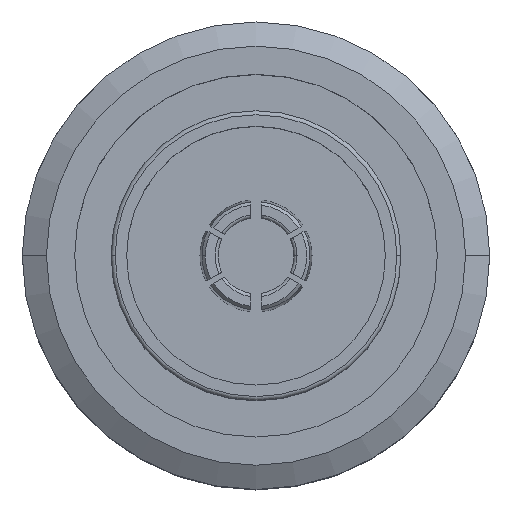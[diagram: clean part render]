
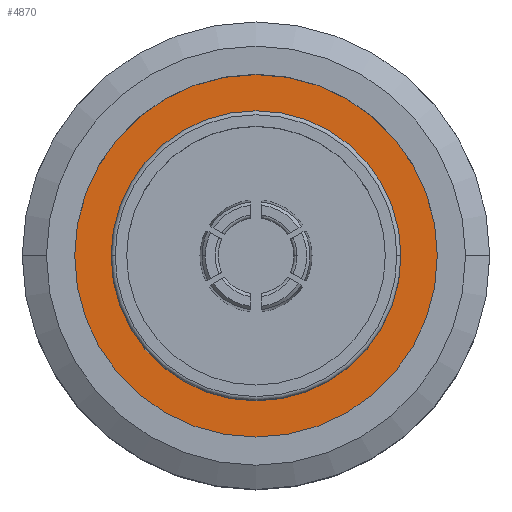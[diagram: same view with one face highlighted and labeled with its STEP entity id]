
A CAD part, top view. The second image highlights one B-rep face of the part: STEP entity #4870.
In plain terms, the highlighted planar face has unit normal (0, 0, 1).
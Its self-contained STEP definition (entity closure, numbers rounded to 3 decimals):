
#680 = DIRECTION ( 'NONE',  ( 1., 0., 0. ) ) ;
#753 = CIRCLE ( 'NONE', #870, 11.25 ) ;
#870 = AXIS2_PLACEMENT_3D ( 'NONE', #3860, #3452, #680 ) ;
#1008 = CIRCLE ( 'NONE', #4461, 8.99 ) ;
#1039 = CARTESIAN_POINT ( 'NONE',  ( 8.99, 0., -8.5 ) ) ;
#1047 = VERTEX_POINT ( 'NONE', #2566 ) ;
#1300 = VERTEX_POINT ( 'NONE', #3348 ) ;
#1489 = ORIENTED_EDGE ( 'NONE', *, *, #2337, .F. ) ;
#1556 = CARTESIAN_POINT ( 'NONE',  ( 0., 11.25, -8.5 ) ) ;
#1630 = DIRECTION ( 'NONE',  ( 0., 0., 1. ) ) ;
#1808 = EDGE_LOOP ( 'NONE', ( #1489, #2422 ) ) ;
#1951 = DIRECTION ( 'NONE',  ( 1., 0., 0. ) ) ;
#2107 = DIRECTION ( 'NONE',  ( 0., 0., 1. ) ) ;
#2237 = DIRECTION ( 'NONE',  ( 0., 0., 1. ) ) ;
#2337 = EDGE_CURVE ( 'NONE', #3157, #3991, #1008, .T. ) ;
#2408 = AXIS2_PLACEMENT_3D ( 'NONE', #1556, #4344, #1951 ) ;
#2422 = ORIENTED_EDGE ( 'NONE', *, *, #2608, .F. ) ;
#2566 = CARTESIAN_POINT ( 'NONE',  ( 11.25, 0., -8.5 ) ) ;
#2608 = EDGE_CURVE ( 'NONE', #3991, #3157, #3494, .T. ) ;
#2687 = EDGE_CURVE ( 'NONE', #1047, #1300, #753, .T. ) ;
#2812 = AXIS2_PLACEMENT_3D ( 'NONE', #5010, #2237, #4618 ) ;
#2833 = CARTESIAN_POINT ( 'NONE',  ( 0., 0., -8.5 ) ) ;
#2885 = CARTESIAN_POINT ( 'NONE',  ( 0., 0., -8.5 ) ) ;
#3056 = EDGE_CURVE ( 'NONE', #1300, #1047, #4886, .T. ) ;
#3157 = VERTEX_POINT ( 'NONE', #1039 ) ;
#3283 = DIRECTION ( 'NONE',  ( 1., 0., 0. ) ) ;
#3348 = CARTESIAN_POINT ( 'NONE',  ( -11.25, 0., -8.5 ) ) ;
#3360 = AXIS2_PLACEMENT_3D ( 'NONE', #2885, #2107, #3283 ) ;
#3452 = DIRECTION ( 'NONE',  ( 0., 0., 1. ) ) ;
#3494 = CIRCLE ( 'NONE', #3360, 8.99 ) ;
#3595 = CARTESIAN_POINT ( 'NONE',  ( -8.99, 0., -8.5 ) ) ;
#3742 = FACE_BOUND ( 'NONE', #1808, .T. ) ;
#3860 = CARTESIAN_POINT ( 'NONE',  ( 0., 0., -8.5 ) ) ;
#3991 = VERTEX_POINT ( 'NONE', #3595 ) ;
#4067 = ORIENTED_EDGE ( 'NONE', *, *, #3056, .T. ) ;
#4344 = DIRECTION ( 'NONE',  ( 0., 0., 1. ) ) ;
#4461 = AXIS2_PLACEMENT_3D ( 'NONE', #2833, #1630, #4810 ) ;
#4587 = ORIENTED_EDGE ( 'NONE', *, *, #2687, .T. ) ;
#4618 = DIRECTION ( 'NONE',  ( 1., 0., 0. ) ) ;
#4665 = EDGE_LOOP ( 'NONE', ( #4587, #4067 ) ) ;
#4679 = FACE_OUTER_BOUND ( 'NONE', #4665, .T. ) ;
#4810 = DIRECTION ( 'NONE',  ( 1., 0., 0. ) ) ;
#4870 = ADVANCED_FACE ( 'NONE', ( #4679, #3742 ), #5121, .T. ) ;
#4886 = CIRCLE ( 'NONE', #2812, 11.25 ) ;
#5010 = CARTESIAN_POINT ( 'NONE',  ( 0., 0., -8.5 ) ) ;
#5121 = PLANE ( 'NONE',  #2408 ) ;
